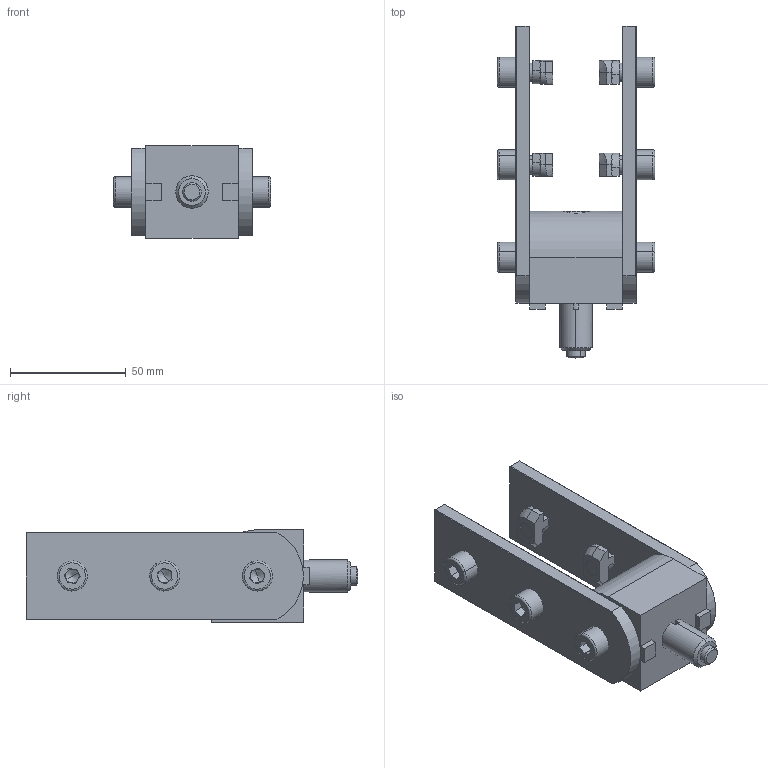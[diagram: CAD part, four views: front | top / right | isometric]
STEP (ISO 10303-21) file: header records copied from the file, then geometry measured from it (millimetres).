
FILE_DESCRIPTION (( 'STEP AP214' ), '1' );
FILE_NAME ('#057 Êîìïëåêò êðîíøòåéíà 40õ40-90ãð 10-A ñ ñîåäèíèòåëåì, â òîðåö ïðîôèëÿ.STEP', '2022-06-22T09:08:13', ( 'Ñòàñ' ), ( '' ), 'SwSTEP 2.0', 'SolidWorks 2021', '' );
FILE_SCHEMA (( 'AUTOMOTIVE_DESIGN' ));
Length unit declared in the file: millimetre
Products named in the file (8): M14 Âèíò öèëèíäð. ñ âíóòðåííèì øåñò. Ì8 õ 18 DIN 912; A454 Ïîâîðîòíûé êðîíøòåéí 90ãð, ïàç 10; R10 Âèíò öèëèíäð. ñ âíóòðåííèì øåñò. Ì8 õ55 DIN 912; A467 Ïîâîðîòíûé ñîåäèíèòåëü 120ìì, ïàç 10; D45 Ò-ãàéêà Ì8, ïàç 10_00; D47 Âèíò öèëèíäð. ñ âíóòðåííèì øåñò. Ì8 õ16 DIN 912; #057 Êîìïëåêò êðîíøòåéíà 40õ40-90ãð 10-A ñ ñîåäèíèòåëåì, â òîðåö ïðîôèëÿ; D10 Âòóëêà ðåçüáîâàÿ Ì14  Ì8_00
Assembly tree (15 placements, depth 2):
  #057 Êîìïëåêò êðîíøòåéíà 40õ40-90ãð 10-A ñ ñîåäèíèòåëåì, â òîðåö ïðîôèëÿ
    A454 Ïîâîðîòíûé êðîíøòåéí 90ãð, ïàç 10
    A467 Ïîâîðîòíûé ñîåäèíèòåëü 120ìì, ïàç 10  x2
    D45 Ò-ãàéêà Ì8, ïàç 10_00  x4
    M14 Âèíò öèëèíäð. ñ âíóòðåííèì øåñò. Ì8 õ 18 DIN 912  x2
    D47 Âèíò öèëèíäð. ñ âíóòðåííèì øåñò. Ì8 õ16 DIN 912  x4
    R10 Âèíò öèëèíäð. ñ âíóòðåííèì øåñò. Ì8 õ55 DIN 912
    D10 Âòóëêà ðåçüáîâàÿ Ì14  Ì8_00
Bounding box: 68 x 143.45 x 40 mm (x, y, z)
Volume: 127449.9 mm3; surface area: 45640.5 mm2
Topology: 15 solids, 15 shells, 476 faces, 1178 edges, 729 vertices
Faces by surface type: plane 291, cylinder 87, cone 70, torus 28
Entity records: 6478 total; most frequent: CARTESIAN_POINT 1338, DIRECTION 1016, ORIENTED_EDGE 956, EDGE_CURVE 478, AXIS2_PLACEMENT_3D 367, VERTEX_POINT 299, LINE 282, VECTOR 282
